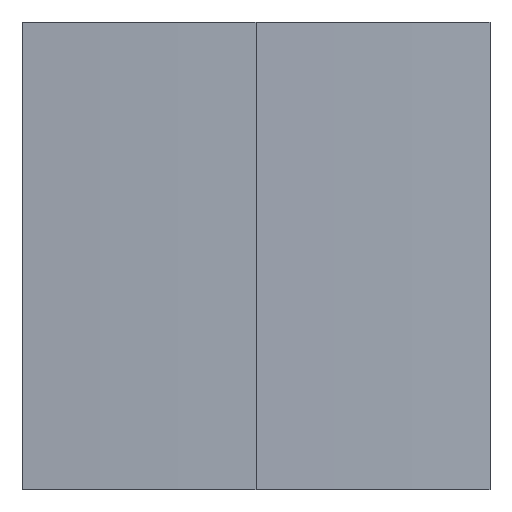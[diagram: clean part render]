
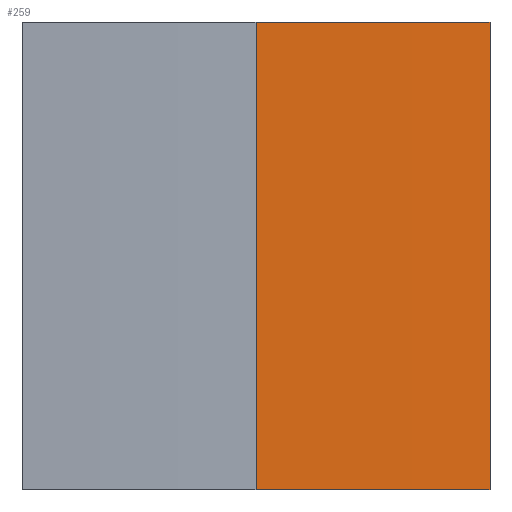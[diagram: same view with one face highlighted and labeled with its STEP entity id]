
A CAD part, left-side view. The second image highlights one B-rep face of the part: STEP entity #259.
In plain terms, the highlighted cylindrical face has radius 103.4 mm (diameter 206.8 mm), a partial arc.
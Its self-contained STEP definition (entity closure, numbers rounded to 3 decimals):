
#22 = EDGE_CURVE ( 'NONE', #153, #134, #55, .T. ) ;
#24 = EDGE_CURVE ( 'NONE', #153, #186, #138, .T. ) ;
#31 = AXIS2_PLACEMENT_3D ( 'NONE', #124, #63, #126 ) ;
#34 = ORIENTED_EDGE ( 'NONE', *, *, #251, .F. ) ;
#39 = LINE ( 'NONE', #252, #198 ) ;
#43 = AXIS2_PLACEMENT_3D ( 'NONE', #125, #205, #79 ) ;
#45 = AXIS2_PLACEMENT_3D ( 'NONE', #60, #203, #178 ) ;
#55 = CIRCLE ( 'NONE', #31, 103.4 ) ;
#60 = CARTESIAN_POINT ( 'NONE',  ( 0., 0., 0. ) ) ;
#62 = CARTESIAN_POINT ( 'NONE',  ( -103.279, -5., 10. ) ) ;
#63 = DIRECTION ( 'NONE',  ( 0., 0., 1. ) ) ;
#64 = DIRECTION ( 'NONE',  ( 0., 0., -1. ) ) ;
#79 = DIRECTION ( 'NONE',  ( -1., 0., 0. ) ) ;
#83 = EDGE_LOOP ( 'NONE', ( #105, #218, #209, #34 ) ) ;
#102 = CARTESIAN_POINT ( 'NONE',  ( -103.4, 0., 0. ) ) ;
#105 = ORIENTED_EDGE ( 'NONE', *, *, #22, .F. ) ;
#117 = VERTEX_POINT ( 'NONE', #172 ) ;
#119 = CARTESIAN_POINT ( 'NONE',  ( -103.4, 0., 10. ) ) ;
#122 = DIRECTION ( 'NONE',  ( 0., 0., -1. ) ) ;
#124 = CARTESIAN_POINT ( 'NONE',  ( 0., 0., 10. ) ) ;
#125 = CARTESIAN_POINT ( 'NONE',  ( 0., 0., 10. ) ) ;
#126 = DIRECTION ( 'NONE',  ( 1., 0., 0. ) ) ;
#134 = VERTEX_POINT ( 'NONE', #62 ) ;
#138 = LINE ( 'NONE', #119, #265 ) ;
#142 = CARTESIAN_POINT ( 'NONE',  ( -103.4, 0., 10. ) ) ;
#143 = CYLINDRICAL_SURFACE ( 'NONE', #43, 103.4 ) ;
#153 = VERTEX_POINT ( 'NONE', #142 ) ;
#169 = CIRCLE ( 'NONE', #45, 103.4 ) ;
#172 = CARTESIAN_POINT ( 'NONE',  ( -103.279, -5., 0. ) ) ;
#178 = DIRECTION ( 'NONE',  ( 1., 0., 0. ) ) ;
#186 = VERTEX_POINT ( 'NONE', #102 ) ;
#198 = VECTOR ( 'NONE', #64, 1000. ) ;
#203 = DIRECTION ( 'NONE',  ( 0., 0., 1. ) ) ;
#205 = DIRECTION ( 'NONE',  ( 0., 0., -1. ) ) ;
#207 = EDGE_CURVE ( 'NONE', #186, #117, #169, .T. ) ;
#209 = ORIENTED_EDGE ( 'NONE', *, *, #207, .T. ) ;
#218 = ORIENTED_EDGE ( 'NONE', *, *, #24, .T. ) ;
#251 = EDGE_CURVE ( 'NONE', #134, #117, #39, .T. ) ;
#252 = CARTESIAN_POINT ( 'NONE',  ( -103.279, -5., 10. ) ) ;
#259 = ADVANCED_FACE ( 'NONE', ( #271 ), #143, .T. ) ;
#265 = VECTOR ( 'NONE', #122, 1000. ) ;
#271 = FACE_OUTER_BOUND ( 'NONE', #83, .T. ) ;
